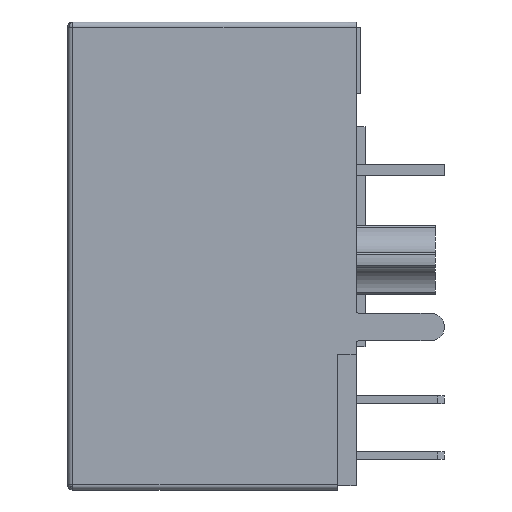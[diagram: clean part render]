
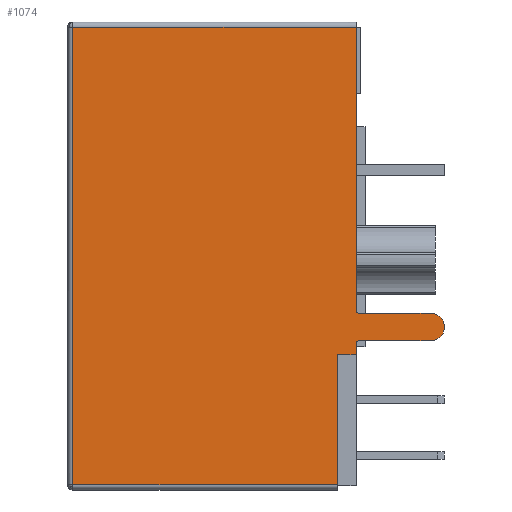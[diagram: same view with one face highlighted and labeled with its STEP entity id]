
A CAD part, left-side view. The second image highlights one B-rep face of the part: STEP entity #1074.
In plain terms, the highlighted planar face has unit normal (-1, 0, 0).
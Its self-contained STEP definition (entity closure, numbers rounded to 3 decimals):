
#216 = CARTESIAN_POINT ( 'NONE',  ( 1.65, 4.2, -0.23 ) ) ;
#533 = CARTESIAN_POINT ( 'NONE',  ( 1.65, 0.8, -13.23 ) ) ;
#682 = VERTEX_POINT ( 'NONE', #16245 ) ;
#759 = VECTOR ( 'NONE', #7655, 1000. ) ;
#1058 = CIRCLE ( 'NONE', #5966, 0.6 ) ;
#1074 = ADVANCED_FACE ( 'NONE', ( #5459 ), #11724, .T. ) ;
#1194 = LINE ( 'NONE', #2725, #2576 ) ;
#1207 = LINE ( 'NONE', #19654, #4430 ) ;
#1559 = EDGE_CURVE ( 'NONE', #19721, #12261, #8728, .T. ) ;
#1761 = LINE ( 'NONE', #1859, #19578 ) ;
#1778 = ORIENTED_EDGE ( 'NONE', *, *, #8646, .F. ) ;
#1844 = CARTESIAN_POINT ( 'NONE',  ( 1.65, 0.8, -13.87 ) ) ;
#1859 = CARTESIAN_POINT ( 'NONE',  ( 1.65, 4.05, -14.47 ) ) ;
#1932 = LINE ( 'NONE', #15970, #4485 ) ;
#2214 = LINE ( 'NONE', #19324, #10744 ) ;
#2315 = ORIENTED_EDGE ( 'NONE', *, *, #2956, .F. ) ;
#2407 = EDGE_CURVE ( 'NONE', #11048, #2581, #8350, .T. ) ;
#2531 = DIRECTION ( 'NONE',  ( 0., 1., 0. ) ) ;
#2576 = VECTOR ( 'NONE', #9187, 1000. ) ;
#2581 = VERTEX_POINT ( 'NONE', #7078 ) ;
#2604 = DIRECTION ( 'NONE',  ( 1., 0., 0. ) ) ;
#2725 = CARTESIAN_POINT ( 'NONE',  ( 1.65, 17.07, -0.23 ) ) ;
#2956 = EDGE_CURVE ( 'NONE', #16579, #12261, #1207, .T. ) ;
#3218 = ORIENTED_EDGE ( 'NONE', *, *, #13882, .T. ) ;
#3924 = DIRECTION ( 'NONE',  ( -1., 0., 0. ) ) ;
#3979 = CARTESIAN_POINT ( 'NONE',  ( 1.65, 4.2, -13.08 ) ) ;
#3998 = LINE ( 'NONE', #10066, #20250 ) ;
#4100 = CARTESIAN_POINT ( 'NONE',  ( 1.65, 17.07, -0.23 ) ) ;
#4314 = AXIS2_PLACEMENT_3D ( 'NONE', #14009, #15840, #9294 ) ;
#4430 = VECTOR ( 'NONE', #2531, 1000. ) ;
#4485 = VECTOR ( 'NONE', #14539, 1000. ) ;
#4673 = LINE ( 'NONE', #17162, #14152 ) ;
#4819 = LINE ( 'NONE', #6254, #15447 ) ;
#5428 = CARTESIAN_POINT ( 'NONE',  ( 1.65, 4.2, -15.1 ) ) ;
#5459 = FACE_OUTER_BOUND ( 'NONE', #16597, .T. ) ;
#5529 = DIRECTION ( 'NONE',  ( 0., 0., -1. ) ) ;
#5548 = VERTEX_POINT ( 'NONE', #216 ) ;
#5614 = CARTESIAN_POINT ( 'NONE',  ( 1.65, 5.05, -21.02 ) ) ;
#5688 = AXIS2_PLACEMENT_3D ( 'NONE', #17958, #3924, #6602 ) ;
#5722 = AXIS2_PLACEMENT_3D ( 'NONE', #11104, #9464, #11004 ) ;
#5936 = CIRCLE ( 'NONE', #4314, 0.6 ) ;
#5949 = CIRCLE ( 'NONE', #13162, 0.15 ) ;
#5966 = AXIS2_PLACEMENT_3D ( 'NONE', #1844, #14346, #13106 ) ;
#6097 = VERTEX_POINT ( 'NONE', #11018 ) ;
#6254 = CARTESIAN_POINT ( 'NONE',  ( 1.65, 4.2, -0.23 ) ) ;
#6314 = DIRECTION ( 'NONE',  ( 0., 0., 1. ) ) ;
#6602 = DIRECTION ( 'NONE',  ( 0., 0., 1. ) ) ;
#6783 = VERTEX_POINT ( 'NONE', #5428 ) ;
#7078 = CARTESIAN_POINT ( 'NONE',  ( 1.65, 4.05, -14.47 ) ) ;
#7655 = DIRECTION ( 'NONE',  ( 0., 1., 0. ) ) ;
#7963 = VERTEX_POINT ( 'NONE', #8065 ) ;
#8065 = CARTESIAN_POINT ( 'NONE',  ( 1.65, 4.05, -13.23 ) ) ;
#8350 = CIRCLE ( 'NONE', #5722, 0.15 ) ;
#8646 = EDGE_CURVE ( 'NONE', #5548, #11892, #1932, .T. ) ;
#8672 = DIRECTION ( 'NONE',  ( 0., 1., 0. ) ) ;
#8728 = LINE ( 'NONE', #4100, #12256 ) ;
#8862 = CARTESIAN_POINT ( 'NONE',  ( 1.65, 17.07, -21.02 ) ) ;
#8868 = DIRECTION ( 'NONE',  ( 0., 0., 1. ) ) ;
#9187 = DIRECTION ( 'NONE',  ( 0., -1., 0. ) ) ;
#9253 = EDGE_CURVE ( 'NONE', #15074, #7963, #2214, .T. ) ;
#9294 = DIRECTION ( 'NONE',  ( 0., 0., 1. ) ) ;
#9320 = CARTESIAN_POINT ( 'NONE',  ( 1.65, 0.8, -14.47 ) ) ;
#9464 = DIRECTION ( 'NONE',  ( 1., 0., 0. ) ) ;
#9830 = EDGE_CURVE ( 'NONE', #2581, #13177, #1761, .T. ) ;
#10066 = CARTESIAN_POINT ( 'NONE',  ( 1.65, 5.05, -21.02 ) ) ;
#10364 = DIRECTION ( 'NONE',  ( 0., 0., -1. ) ) ;
#10670 = CARTESIAN_POINT ( 'NONE',  ( 1.65, 4.2, -14.62 ) ) ;
#10744 = VECTOR ( 'NONE', #8672, 1000. ) ;
#10954 = EDGE_CURVE ( 'NONE', #682, #16579, #3998, .T. ) ;
#11004 = DIRECTION ( 'NONE',  ( 0., 0., 1. ) ) ;
#11018 = CARTESIAN_POINT ( 'NONE',  ( 1.65, 0.2, -13.83 ) ) ;
#11048 = VERTEX_POINT ( 'NONE', #10670 ) ;
#11104 = CARTESIAN_POINT ( 'NONE',  ( 1.65, 4.05, -14.62 ) ) ;
#11335 = EDGE_CURVE ( 'NONE', #19721, #5548, #1194, .T. ) ;
#11540 = ORIENTED_EDGE ( 'NONE', *, *, #9830, .T. ) ;
#11724 = PLANE ( 'NONE',  #5688 ) ;
#11892 = VERTEX_POINT ( 'NONE', #3979 ) ;
#12199 = ORIENTED_EDGE ( 'NONE', *, *, #18304, .F. ) ;
#12228 = ORIENTED_EDGE ( 'NONE', *, *, #1559, .T. ) ;
#12256 = VECTOR ( 'NONE', #10364, 1000. ) ;
#12261 = VERTEX_POINT ( 'NONE', #8862 ) ;
#12613 = DIRECTION ( 'NONE',  ( 0., 0., -1. ) ) ;
#12793 = ORIENTED_EDGE ( 'NONE', *, *, #2407, .T. ) ;
#13106 = DIRECTION ( 'NONE',  ( 0., 0., 1. ) ) ;
#13162 = AXIS2_PLACEMENT_3D ( 'NONE', #16640, #2604, #8868 ) ;
#13177 = VERTEX_POINT ( 'NONE', #9320 ) ;
#13283 = ORIENTED_EDGE ( 'NONE', *, *, #10954, .F. ) ;
#13577 = EDGE_CURVE ( 'NONE', #6097, #15074, #5936, .T. ) ;
#13692 = LINE ( 'NONE', #18393, #759 ) ;
#13697 = CARTESIAN_POINT ( 'NONE',  ( 1.65, 0.2, -13.87 ) ) ;
#13882 = EDGE_CURVE ( 'NONE', #7963, #11892, #5949, .T. ) ;
#14009 = CARTESIAN_POINT ( 'NONE',  ( 1.65, 0.8, -13.83 ) ) ;
#14152 = VECTOR ( 'NONE', #6314, 1000. ) ;
#14346 = DIRECTION ( 'NONE',  ( -1., 0., 0. ) ) ;
#14539 = DIRECTION ( 'NONE',  ( 0., 0., -1. ) ) ;
#14825 = ORIENTED_EDGE ( 'NONE', *, *, #9253, .T. ) ;
#15074 = VERTEX_POINT ( 'NONE', #533 ) ;
#15156 = CARTESIAN_POINT ( 'NONE',  ( 1.65, 17.07, -0.23 ) ) ;
#15231 = ORIENTED_EDGE ( 'NONE', *, *, #13577, .T. ) ;
#15447 = VECTOR ( 'NONE', #12613, 1000. ) ;
#15840 = DIRECTION ( 'NONE',  ( -1., 0., 0. ) ) ;
#15970 = CARTESIAN_POINT ( 'NONE',  ( 1.65, 4.2, -0.23 ) ) ;
#16245 = CARTESIAN_POINT ( 'NONE',  ( 1.65, 5.05, -15.1 ) ) ;
#16547 = EDGE_CURVE ( 'NONE', #13177, #20111, #1058, .T. ) ;
#16579 = VERTEX_POINT ( 'NONE', #5614 ) ;
#16597 = EDGE_LOOP ( 'NONE', ( #1778, #16626, #12228, #2315, #13283, #18458, #12199, #12793, #11540, #18008, #16838, #15231, #14825, #3218 ) ) ;
#16626 = ORIENTED_EDGE ( 'NONE', *, *, #11335, .F. ) ;
#16640 = CARTESIAN_POINT ( 'NONE',  ( 1.65, 4.05, -13.08 ) ) ;
#16838 = ORIENTED_EDGE ( 'NONE', *, *, #18282, .T. ) ;
#17020 = DIRECTION ( 'NONE',  ( 0., -1., 0. ) ) ;
#17162 = CARTESIAN_POINT ( 'NONE',  ( 1.65, 0.2, -13.83 ) ) ;
#17958 = CARTESIAN_POINT ( 'NONE',  ( 1.65, 17.3, -21.25 ) ) ;
#18008 = ORIENTED_EDGE ( 'NONE', *, *, #16547, .T. ) ;
#18282 = EDGE_CURVE ( 'NONE', #20111, #6097, #4673, .T. ) ;
#18304 = EDGE_CURVE ( 'NONE', #11048, #6783, #4819, .T. ) ;
#18393 = CARTESIAN_POINT ( 'NONE',  ( 1.65, 4.2, -15.1 ) ) ;
#18458 = ORIENTED_EDGE ( 'NONE', *, *, #19126, .F. ) ;
#19126 = EDGE_CURVE ( 'NONE', #6783, #682, #13692, .T. ) ;
#19324 = CARTESIAN_POINT ( 'NONE',  ( 1.65, 4.05, -13.23 ) ) ;
#19578 = VECTOR ( 'NONE', #17020, 1000. ) ;
#19654 = CARTESIAN_POINT ( 'NONE',  ( 1.65, 4., -21.02 ) ) ;
#19721 = VERTEX_POINT ( 'NONE', #15156 ) ;
#20111 = VERTEX_POINT ( 'NONE', #13697 ) ;
#20250 = VECTOR ( 'NONE', #5529, 1000. ) ;
